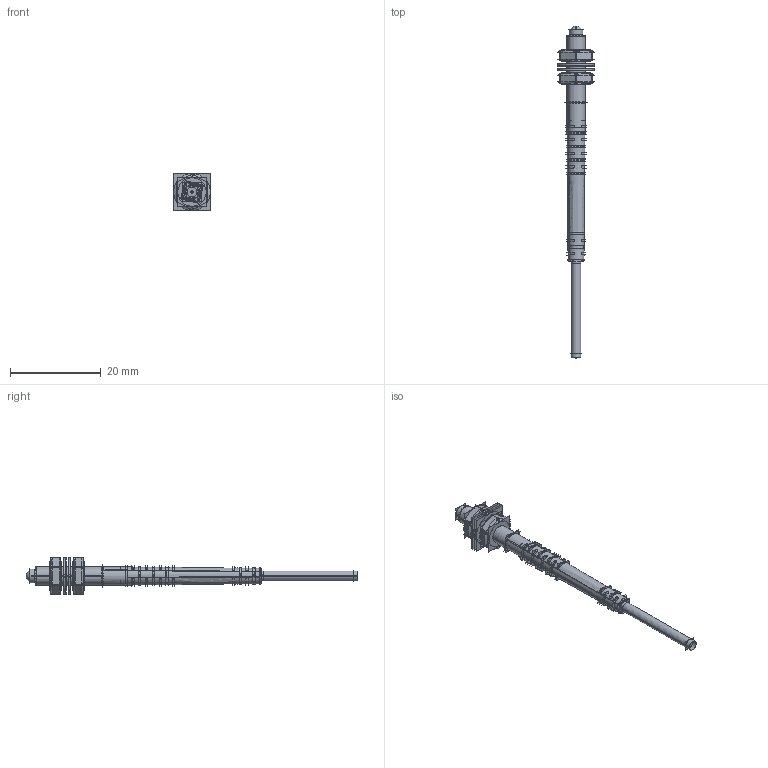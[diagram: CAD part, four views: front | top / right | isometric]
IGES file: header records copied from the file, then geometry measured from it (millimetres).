
Start section:  PTC IGES file: 199224.igs
Global section: file name: 199224.igs; native system: Creo Parametric by PTC Inc.; preprocessor: 2016260; author: pdmadmin; organization: Unknown; date: 20170316.094151; units: millimetre
Bounding box: 8.32 x 73.33 x 8.32 mm (x, y, z)
Volume: 781.2 mm3; surface area: 9747.9 mm2
Topology: 10 solids, 12 shells, 630 faces, 3534 edges, 4503 vertices
Faces by surface type: revolution 338, bspline 292
